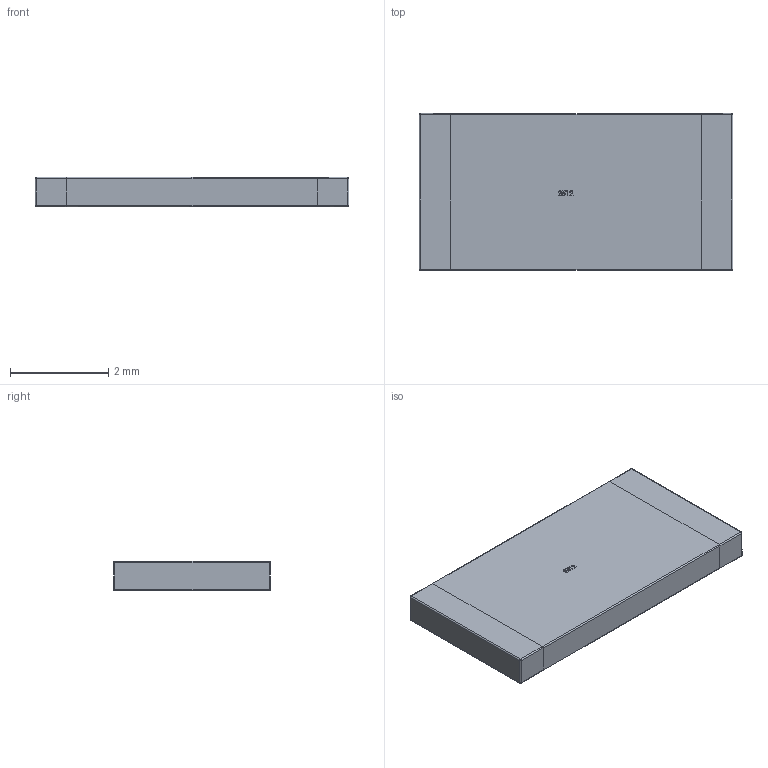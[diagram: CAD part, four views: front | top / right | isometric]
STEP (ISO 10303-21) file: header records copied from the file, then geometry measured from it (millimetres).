
FILE_DESCRIPTION (( 'STEP AP214' ), '1' );
FILE_NAME ('RES2512.STEP', '2018-11-16T18:12:03', ( '' ), ( '' ), 'SwSTEP 2.0', 'SolidWorks 2019', '' );
FILE_SCHEMA (( 'AUTOMOTIVE_DESIGN' ));
Length unit declared in the file: millimetre
Products named in the file (1): RES2512
Bounding box: 6.4 x 3.2 x 0.6 mm (x, y, z)
Volume: 12.3 mm3; surface area: 52 mm2
Topology: 1 solids, 1 shells, 90 faces, 220 edges, 128 vertices
Faces by surface type: plane 42, cylinder 20, bspline 20, sphere 8
Entity records: 3830 total; most frequent: CARTESIAN_POINT 1811, ORIENTED_EDGE 424, DIRECTION 322, EDGE_CURVE 212, VECTOR 132, LINE 132, VERTEX_POINT 128, AXIS2_PLACEMENT_3D 95
